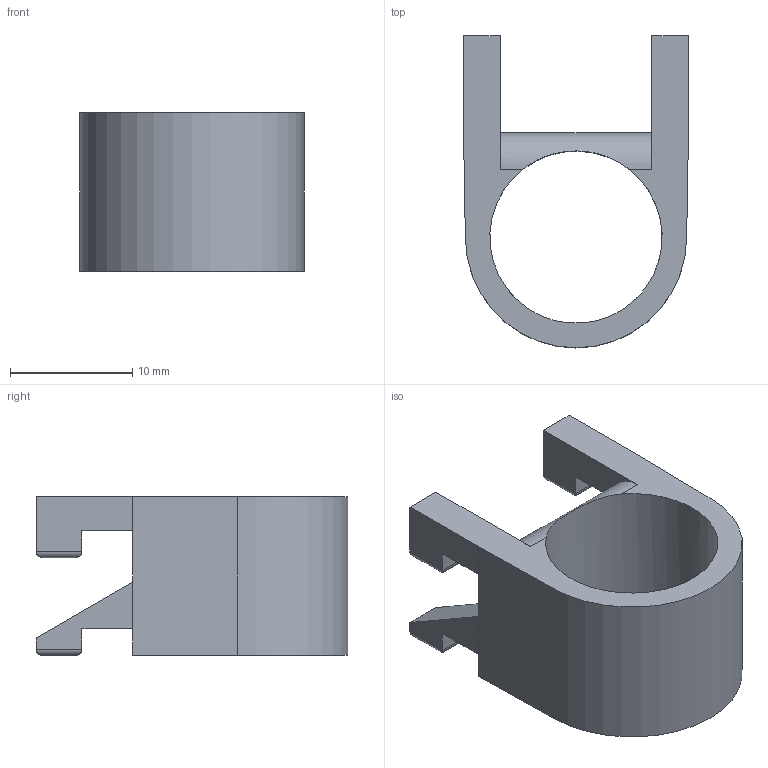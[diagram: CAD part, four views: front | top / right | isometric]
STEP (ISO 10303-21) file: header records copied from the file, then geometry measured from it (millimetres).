
FILE_DESCRIPTION(/* description */ ('STEP AP242','CAx-IF Rec.Pracs.---Representation and Presentation of Product Manufacturing Information (PMI)---4.0---2014-10-13','CAx-IF Rec.Pracs.---3D Tessellated Geometry---0.4---2014-09-14','2;1'),/* implementation_level */ '2;1');
FILE_NAME(/* name */ '67333b5354ce8c2541866b36',/* time_stamp */ '2024-11-12T11:26:12Z',/* author */ (''),/* organization */ (''),/* preprocessor_version */ 'ST-DEVELOPER v20',/* originating_system */ 'ONSHAPE BY PTC INC, 1.189',/* authorisation */ ' ');
FILE_SCHEMA (('AP242_MANAGED_MODEL_BASED_3D_ENGINEERING_MIM_LF { 1 0 10303 442 1 1 4 }'));
Length unit declared in the file: metre
Products named in the file (1): 5ml_BRACKET
Bounding box: 18.4 x 25.5 x 13 mm (x, y, z)
Volume: 1949 mm3; surface area: 2062.5 mm2
Topology: 1 solids, 1 shells, 50 faces, 127 edges, 78 vertices
Faces by surface type: plane 31, cylinder 19
Full cylindrical faces by diameter (mm): 14.1 x1
Entity records: 1491 total; most frequent: CARTESIAN_POINT 259, ORIENTED_EDGE 250, DIRECTION 250, EDGE_CURVE 125, LINE 100, VECTOR 100, VERTEX_POINT 77, AXIS2_PLACEMENT_3D 75
